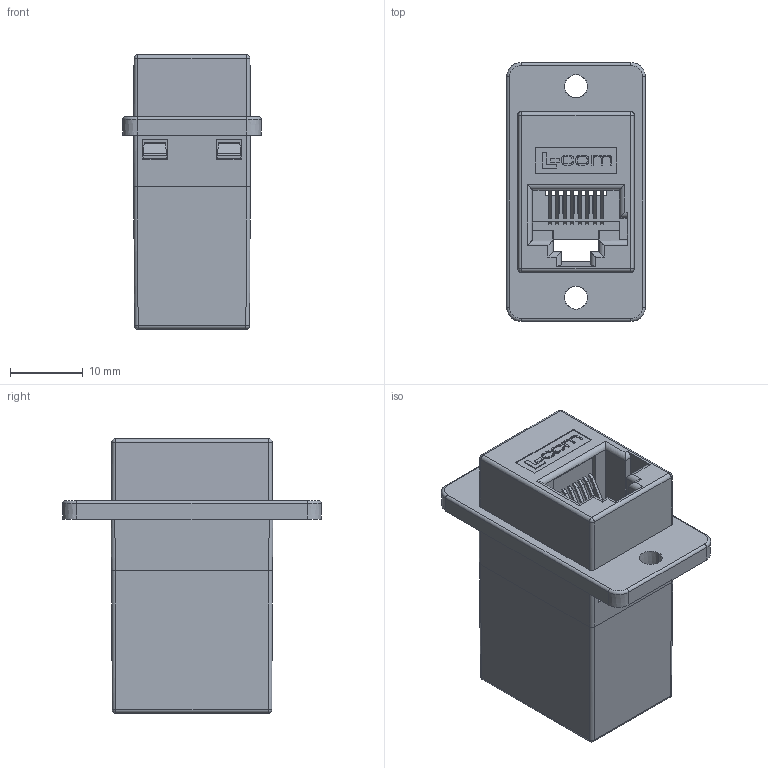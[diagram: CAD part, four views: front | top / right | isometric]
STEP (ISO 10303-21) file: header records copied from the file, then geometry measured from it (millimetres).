
FILE_DESCRIPTION (( 'STEP AP214' ), '1' );
FILE_NAME ('ECF5048SK-IV.STEP', '2019-08-01T19:15:20', ( '' ), ( '' ), 'SwSTEP 2.0', 'SolidWorks 2018', '' );
FILE_SCHEMA (( 'AUTOMOTIVE_DESIGN' ));
Length unit declared in the file: millimetre
Products named in the file (9): 1AG02-002___; 1AG01-355_no logo; 1BC01-113_1BC01-114-COPY DCE ROUTE; 1AG01-354_with flange; 1AG01-051___; ECF5048SK-IV; 1AG02-001___; ECF5048SK-MA1___; ECF5048SK-FA1_ECF5048SK-FA1
Assembly tree (15 placements, depth 4):
  ECF5048SK-IV
    1AG01-354_with flange
    1AG01-355_no logo
    ECF5048SK-FA1_ECF5048SK-FA1
      ECF5048SK-MA1___  x2
        1AG01-051___
        1AG02-002___
        1AG02-001___
      1BC01-113_1BC01-114-COPY DCE ROUTE
Bounding box: 19.04 x 35.55 x 37.7 mm (x, y, z)
Volume: 6669.3 mm3; surface area: 10513.9 mm2
Topology: 37 solids, 37 shells, 1952 faces, 5043 edges, 3241 vertices
Faces by surface type: plane 1335, bspline 293, cylinder 288, sphere 20, cone 12, torus 4
Entity records: 67994 total; most frequent: CARTESIAN_POINT 26403, ORIENTED_EDGE 8606, DIRECTION 6665, EDGE_CURVE 4303, LINE 3191, VECTOR 3191, VERTEX_POINT 2823, EDGE_LOOP 1764
